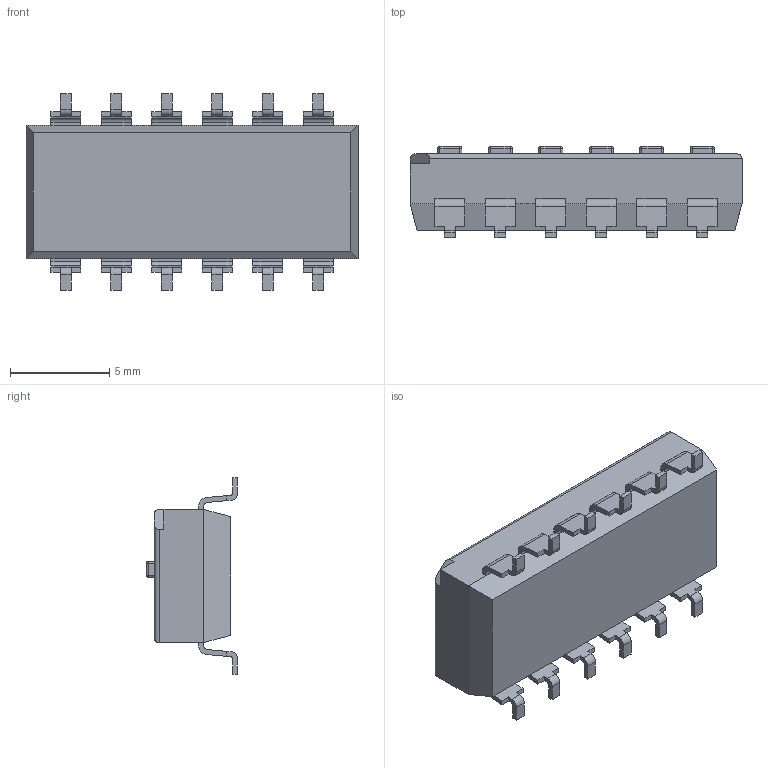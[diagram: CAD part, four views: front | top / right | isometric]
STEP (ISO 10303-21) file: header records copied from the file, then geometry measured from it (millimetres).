
FILE_DESCRIPTION (( 'STEP AP214' ), '1' );
FILE_NAME ('219-6MST.STEP', '2019-04-09T10:39:10', ( '' ), ( '' ), 'SwSTEP 2.0', 'SolidWorks 2017', '' );
FILE_SCHEMA (( 'AUTOMOTIVE_DESIGN' ));
Length unit declared in the file: millimetre
Products named in the file (1): 219-6MST
Bounding box: 16.71 x 4.58 x 9.91 mm (x, y, z)
Volume: 423.7 mm3; surface area: 539 mm2
Topology: 20 solids, 20 shells, 407 faces, 1026 edges, 642 vertices
Faces by surface type: plane 283, cylinder 100, sphere 24
Entity records: 12049 total; most frequent: CARTESIAN_POINT 2070, ORIENTED_EDGE 2004, DIRECTION 2004, EDGE_CURVE 1002, VECTOR 804, LINE 804, VERTEX_POINT 642, AXIS2_PLACEMENT_3D 600
